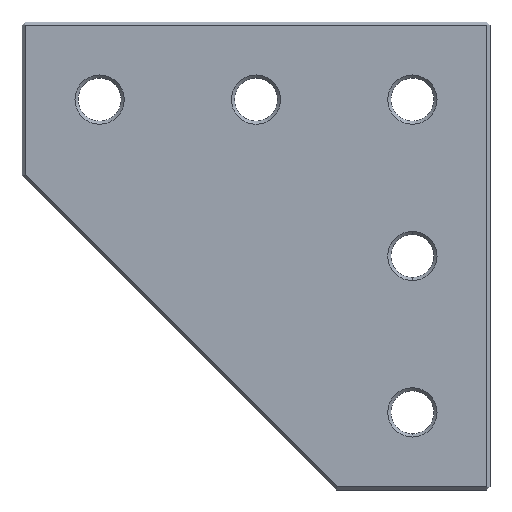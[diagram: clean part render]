
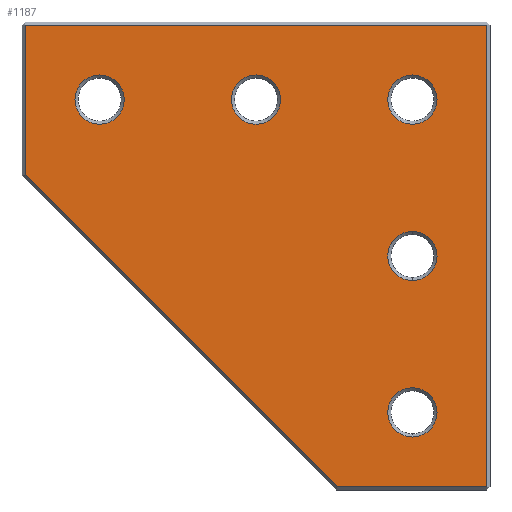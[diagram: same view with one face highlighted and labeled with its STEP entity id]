
A CAD part, front view. The second image highlights one B-rep face of the part: STEP entity #1187.
In plain terms, the highlighted planar face has unit normal (0, -1, 0).
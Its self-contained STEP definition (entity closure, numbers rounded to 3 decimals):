
#3 = CARTESIAN_POINT ( 'NONE',  ( 0., 0., 29.4 ) ) ;
#26 = LINE ( 'NONE', #1237, #1241 ) ;
#27 = CARTESIAN_POINT ( 'NONE',  ( 38., 0., -37.5 ) ) ;
#32 = CARTESIAN_POINT ( 'NONE',  ( 25.4, 0., 29.4 ) ) ;
#34 = DIRECTION ( 'NONE',  ( 0., 0., 1. ) ) ;
#55 = DIRECTION ( 'NONE',  ( 0., 1., 0. ) ) ;
#61 = VERTEX_POINT ( 'NONE', #817 ) ;
#68 = CIRCLE ( 'NONE', #1560, 4. ) ;
#72 = CIRCLE ( 'NONE', #1514, 4. ) ;
#73 = EDGE_CURVE ( 'NONE', #353, #118, #1334, .T. ) ;
#118 = VERTEX_POINT ( 'NONE', #456 ) ;
#133 = DIRECTION ( 'NONE',  ( 0., 0., 1. ) ) ;
#137 = VERTEX_POINT ( 'NONE', #613 ) ;
#170 = CIRCLE ( 'NONE', #551, 4. ) ;
#171 = CARTESIAN_POINT ( 'NONE',  ( -25.4, 0., 21.4 ) ) ;
#177 = ORIENTED_EDGE ( 'NONE', *, *, #73, .T. ) ;
#183 = VERTEX_POINT ( 'NONE', #471 ) ;
#212 = FACE_BOUND ( 'NONE', #1559, .T. ) ;
#223 = AXIS2_PLACEMENT_3D ( 'NONE', #517, #288, #766 ) ;
#244 = DIRECTION ( 'NONE',  ( 0., 1., 0. ) ) ;
#246 = AXIS2_PLACEMENT_3D ( 'NONE', #1046, #55, #917 ) ;
#249 = CIRCLE ( 'NONE', #500, 4. ) ;
#266 = VERTEX_POINT ( 'NONE', #1441 ) ;
#271 = ORIENTED_EDGE ( 'NONE', *, *, #488, .T. ) ;
#275 = CARTESIAN_POINT ( 'NONE',  ( 38., 0., 37.5 ) ) ;
#281 = CARTESIAN_POINT ( 'NONE',  ( 37.5, 0., 37.5 ) ) ;
#286 = VERTEX_POINT ( 'NONE', #32 ) ;
#288 = DIRECTION ( 'NONE',  ( 0., 1., 0. ) ) ;
#295 = DIRECTION ( 'NONE',  ( 0., 1., 0. ) ) ;
#309 = EDGE_LOOP ( 'NONE', ( #177, #875 ) ) ;
#317 = VERTEX_POINT ( 'NONE', #877 ) ;
#330 = CARTESIAN_POINT ( 'NONE',  ( 0., 0., 25.4 ) ) ;
#344 = EDGE_CURVE ( 'NONE', #518, #966, #249, .T. ) ;
#350 = DIRECTION ( 'NONE',  ( 0., 1., 0. ) ) ;
#353 = VERTEX_POINT ( 'NONE', #1016 ) ;
#365 = CARTESIAN_POINT ( 'NONE',  ( -25.4, 0., 25.4 ) ) ;
#383 = DIRECTION ( 'NONE',  ( 0., 1., 0. ) ) ;
#385 = EDGE_LOOP ( 'NONE', ( #865, #1545, #1391, #1199, #693 ) ) ;
#388 = CARTESIAN_POINT ( 'NONE',  ( 37.5, 0., 38. ) ) ;
#395 = DIRECTION ( 'NONE',  ( 0., 0., -1. ) ) ;
#444 = VERTEX_POINT ( 'NONE', #845 ) ;
#455 = PLANE ( 'NONE',  #584 ) ;
#456 = CARTESIAN_POINT ( 'NONE',  ( 25.4, 0., 4. ) ) ;
#458 = EDGE_CURVE ( 'NONE', #137, #444, #475, .T. ) ;
#467 = CARTESIAN_POINT ( 'NONE',  ( 25.4, 0., 25.4 ) ) ;
#471 = CARTESIAN_POINT ( 'NONE',  ( -37.5, 0., 37.5 ) ) ;
#475 = LINE ( 'NONE', #1324, #860 ) ;
#480 = EDGE_CURVE ( 'NONE', #266, #286, #960, .T. ) ;
#488 = EDGE_CURVE ( 'NONE', #61, #1108, #170, .T. ) ;
#492 = CARTESIAN_POINT ( 'NONE',  ( 25.4, 0., -25.4 ) ) ;
#500 = AXIS2_PLACEMENT_3D ( 'NONE', #664, #654, #1143 ) ;
#508 = LINE ( 'NONE', #388, #1290 ) ;
#517 = CARTESIAN_POINT ( 'NONE',  ( 25.4, 0., -25.4 ) ) ;
#518 = VERTEX_POINT ( 'NONE', #1317 ) ;
#528 = EDGE_CURVE ( 'NONE', #317, #1498, #1509, .T. ) ;
#551 = AXIS2_PLACEMENT_3D ( 'NONE', #365, #350, #133 ) ;
#558 = VERTEX_POINT ( 'NONE', #281 ) ;
#568 = EDGE_CURVE ( 'NONE', #444, #619, #1480, .T. ) ;
#584 = AXIS2_PLACEMENT_3D ( 'NONE', #725, #945, #959 ) ;
#613 = CARTESIAN_POINT ( 'NONE',  ( -37.5, 0., 13.207 ) ) ;
#619 = VERTEX_POINT ( 'NONE', #779 ) ;
#620 = EDGE_CURVE ( 'NONE', #1498, #317, #1158, .T. ) ;
#629 = DIRECTION ( 'NONE',  ( 0., 0., 1. ) ) ;
#631 = DIRECTION ( 'NONE',  ( 1., 0., 0. ) ) ;
#632 = AXIS2_PLACEMENT_3D ( 'NONE', #467, #383, #861 ) ;
#654 = DIRECTION ( 'NONE',  ( 0., 1., 0. ) ) ;
#664 = CARTESIAN_POINT ( 'NONE',  ( 0., 0., 25.4 ) ) ;
#666 = ORIENTED_EDGE ( 'NONE', *, *, #528, .T. ) ;
#683 = AXIS2_PLACEMENT_3D ( 'NONE', #330, #811, #689 ) ;
#689 = DIRECTION ( 'NONE',  ( 0., 0., 1. ) ) ;
#693 = ORIENTED_EDGE ( 'NONE', *, *, #1472, .T. ) ;
#725 = CARTESIAN_POINT ( 'NONE',  ( 38., 0., 38. ) ) ;
#730 = CIRCLE ( 'NONE', #683, 4. ) ;
#736 = EDGE_CURVE ( 'NONE', #966, #518, #730, .T. ) ;
#760 = VECTOR ( 'NONE', #770, 1000. ) ;
#766 = DIRECTION ( 'NONE',  ( 0., 0., 1. ) ) ;
#770 = DIRECTION ( 'NONE',  ( -1., 0., 0. ) ) ;
#779 = CARTESIAN_POINT ( 'NONE',  ( 37.5, 0., -37.5 ) ) ;
#811 = DIRECTION ( 'NONE',  ( 0., 1., 0. ) ) ;
#812 = EDGE_CURVE ( 'NONE', #118, #353, #68, .T. ) ;
#816 = FACE_BOUND ( 'NONE', #1332, .T. ) ;
#817 = CARTESIAN_POINT ( 'NONE',  ( -25.4, 0., 29.4 ) ) ;
#841 = FACE_BOUND ( 'NONE', #309, .T. ) ;
#845 = CARTESIAN_POINT ( 'NONE',  ( 13.207, 0., -37.5 ) ) ;
#858 = AXIS2_PLACEMENT_3D ( 'NONE', #492, #978, #1459 ) ;
#860 = VECTOR ( 'NONE', #1468, 1000. ) ;
#861 = DIRECTION ( 'NONE',  ( 0., 0., 1. ) ) ;
#865 = ORIENTED_EDGE ( 'NONE', *, *, #1349, .T. ) ;
#875 = ORIENTED_EDGE ( 'NONE', *, *, #812, .T. ) ;
#877 = CARTESIAN_POINT ( 'NONE',  ( 25.4, 0., -21.4 ) ) ;
#917 = DIRECTION ( 'NONE',  ( 0., 0., 1. ) ) ;
#945 = DIRECTION ( 'NONE',  ( 0., 1., 0. ) ) ;
#947 = CARTESIAN_POINT ( 'NONE',  ( 25.4, 0., 25.4 ) ) ;
#959 = DIRECTION ( 'NONE',  ( 1., 0., 0. ) ) ;
#960 = CIRCLE ( 'NONE', #632, 4. ) ;
#966 = VERTEX_POINT ( 'NONE', #3 ) ;
#978 = DIRECTION ( 'NONE',  ( 0., 1., 0. ) ) ;
#984 = EDGE_CURVE ( 'NONE', #286, #266, #1185, .T. ) ;
#999 = CARTESIAN_POINT ( 'NONE',  ( -25.4, 0., 25.4 ) ) ;
#1016 = CARTESIAN_POINT ( 'NONE',  ( 25.4, 0., -4. ) ) ;
#1041 = CARTESIAN_POINT ( 'NONE',  ( 25.4, 0., 0. ) ) ;
#1046 = CARTESIAN_POINT ( 'NONE',  ( 25.4, 0., 0. ) ) ;
#1051 = EDGE_LOOP ( 'NONE', ( #1380, #1175 ) ) ;
#1063 = FACE_BOUND ( 'NONE', #1198, .T. ) ;
#1078 = ORIENTED_EDGE ( 'NONE', *, *, #620, .T. ) ;
#1099 = ORIENTED_EDGE ( 'NONE', *, *, #480, .T. ) ;
#1108 = VERTEX_POINT ( 'NONE', #171 ) ;
#1128 = CARTESIAN_POINT ( 'NONE',  ( 25.4, 0., -29.4 ) ) ;
#1143 = DIRECTION ( 'NONE',  ( 0., 0., 1. ) ) ;
#1158 = CIRCLE ( 'NONE', #223, 4. ) ;
#1164 = DIRECTION ( 'NONE',  ( 0., 1., 0. ) ) ;
#1175 = ORIENTED_EDGE ( 'NONE', *, *, #736, .T. ) ;
#1177 = FACE_BOUND ( 'NONE', #1051, .T. ) ;
#1185 = CIRCLE ( 'NONE', #1340, 4. ) ;
#1187 = ADVANCED_FACE ( 'NONE', ( #1063, #841, #816, #212, #1177, #1540 ), #455, .F. ) ;
#1198 = EDGE_LOOP ( 'NONE', ( #1369, #271 ) ) ;
#1199 = ORIENTED_EDGE ( 'NONE', *, *, #568, .T. ) ;
#1209 = VECTOR ( 'NONE', #631, 1000. ) ;
#1212 = DIRECTION ( 'NONE',  ( 0., 0., 1. ) ) ;
#1237 = CARTESIAN_POINT ( 'NONE',  ( -37.5, 0., 38. ) ) ;
#1241 = VECTOR ( 'NONE', #395, 1000. ) ;
#1290 = VECTOR ( 'NONE', #34, 1000. ) ;
#1317 = CARTESIAN_POINT ( 'NONE',  ( 0., 0., 21.4 ) ) ;
#1324 = CARTESIAN_POINT ( 'NONE',  ( -12.146, 0., -12.146 ) ) ;
#1332 = EDGE_LOOP ( 'NONE', ( #1078, #666 ) ) ;
#1334 = CIRCLE ( 'NONE', #246, 4. ) ;
#1340 = AXIS2_PLACEMENT_3D ( 'NONE', #947, #244, #1212 ) ;
#1349 = EDGE_CURVE ( 'NONE', #558, #183, #1484, .T. ) ;
#1369 = ORIENTED_EDGE ( 'NONE', *, *, #1458, .T. ) ;
#1380 = ORIENTED_EDGE ( 'NONE', *, *, #344, .T. ) ;
#1391 = ORIENTED_EDGE ( 'NONE', *, *, #458, .T. ) ;
#1395 = DIRECTION ( 'NONE',  ( 0., 0., 1. ) ) ;
#1441 = CARTESIAN_POINT ( 'NONE',  ( 25.4, 0., 21.4 ) ) ;
#1458 = EDGE_CURVE ( 'NONE', #1108, #61, #72, .T. ) ;
#1459 = DIRECTION ( 'NONE',  ( 0., 0., 1. ) ) ;
#1468 = DIRECTION ( 'NONE',  ( 0.707, 0., -0.707 ) ) ;
#1472 = EDGE_CURVE ( 'NONE', #619, #558, #508, .T. ) ;
#1480 = LINE ( 'NONE', #27, #1209 ) ;
#1484 = LINE ( 'NONE', #275, #760 ) ;
#1498 = VERTEX_POINT ( 'NONE', #1128 ) ;
#1499 = ORIENTED_EDGE ( 'NONE', *, *, #984, .T. ) ;
#1509 = CIRCLE ( 'NONE', #858, 4. ) ;
#1514 = AXIS2_PLACEMENT_3D ( 'NONE', #999, #295, #629 ) ;
#1540 = FACE_OUTER_BOUND ( 'NONE', #385, .T. ) ;
#1542 = EDGE_CURVE ( 'NONE', #183, #137, #26, .T. ) ;
#1545 = ORIENTED_EDGE ( 'NONE', *, *, #1542, .T. ) ;
#1559 = EDGE_LOOP ( 'NONE', ( #1099, #1499 ) ) ;
#1560 = AXIS2_PLACEMENT_3D ( 'NONE', #1041, #1164, #1395 ) ;
